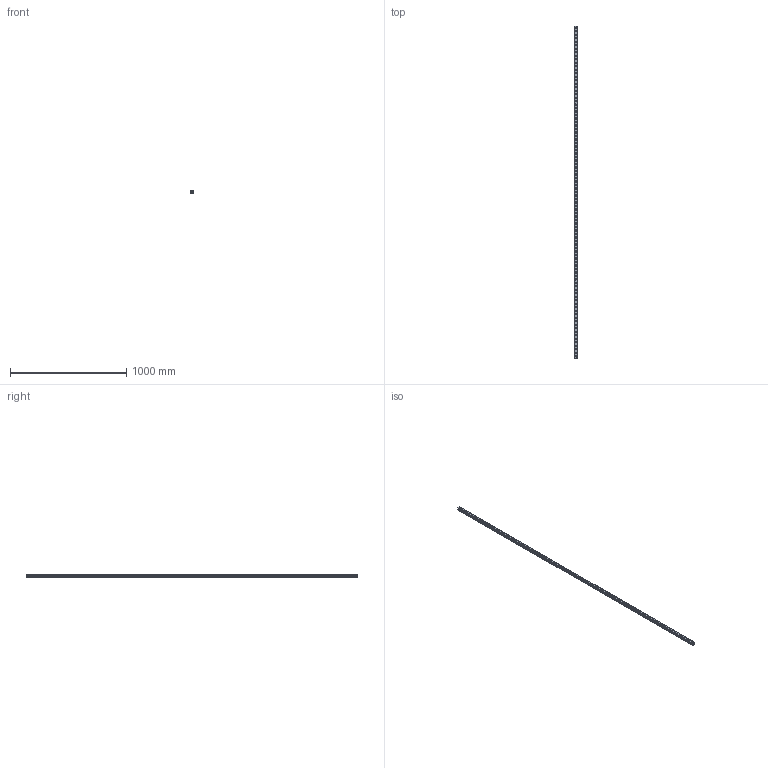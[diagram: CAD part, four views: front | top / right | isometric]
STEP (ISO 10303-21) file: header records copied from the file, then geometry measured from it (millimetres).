
FILE_DESCRIPTION(('STEP AP214'),'1');
FILE_NAME('cctmp_780F4467-F85F-4F87-A0DE-73B679805161_2021_03_11_08_34_38_0952..stp','2021-03-11T07:34:39',('HIWIN GmbH'),('CADClick - www.CADClick.com'),'Spatial InterOp 3D',' ','unknown authorization');
FILE_SCHEMA(('AUTOMOTIVE_DESIGN'));
Length unit declared in the file: millimetre
Products named in the file (1): RGR25R2850H_FILE
Bounding box: 23 x 2850 x 23.6 mm (x, y, z)
Volume: 1142901.7 mm3; surface area: 353705.3 mm2
Topology: 1 solids, 1 shells, 972 faces, 2043 edges, 1362 vertices
Faces by surface type: cylinder 588, plane 384
Entity records: 34363 total; most frequent: DIRECTION 5165, CARTESIAN_POINT 4378, ORIENTED_EDGE 4086, AXIS2_PLACEMENT_3D 2149, EDGE_CURVE 2043, VERTEX_POINT 1362, EDGE_LOOP 1261, CIRCLE 1176
